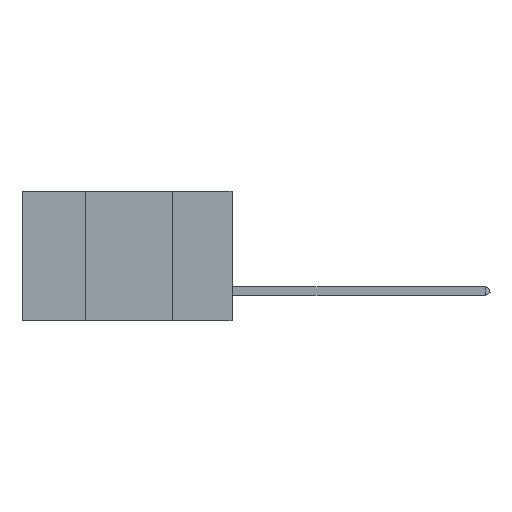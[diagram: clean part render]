
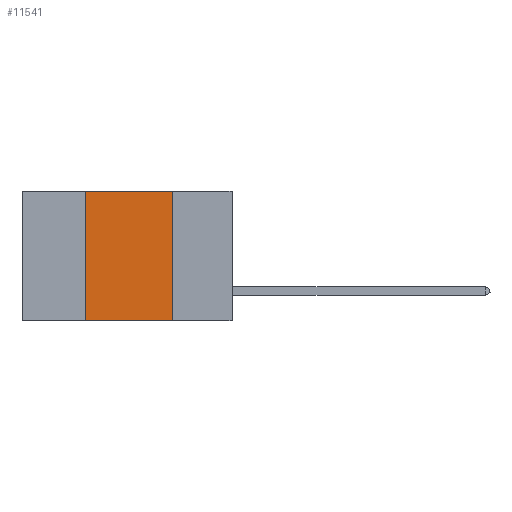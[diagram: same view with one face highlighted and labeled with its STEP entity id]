
A CAD part, left-side view. The second image highlights one B-rep face of the part: STEP entity #11541.
In plain terms, the highlighted planar face has unit normal (-1, 0, 0).
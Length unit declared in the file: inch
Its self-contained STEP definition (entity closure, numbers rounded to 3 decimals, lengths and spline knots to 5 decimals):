
#1070 = LINE ( 'NONE', #12386, #5291 ) ;
#1773 = VECTOR ( 'NONE', #13205, 39.37008 ) ;
#1860 = FACE_OUTER_BOUND ( 'NONE', #15933, .T. ) ;
#2049 = LINE ( 'NONE', #18362, #19904 ) ;
#2415 = AXIS2_PLACEMENT_3D ( 'NONE', #5837, #18297, #11308 ) ;
#3530 = CARTESIAN_POINT ( 'NONE',  ( 0., 0.17, -0.37 ) ) ;
#3822 = DIRECTION ( 'NONE',  ( 0., 0., 1. ) ) ;
#5040 = LINE ( 'NONE', #10839, #15863 ) ;
#5291 = VECTOR ( 'NONE', #21253, 39.37008 ) ;
#5837 = CARTESIAN_POINT ( 'NONE',  ( 0., 0.6, 0. ) ) ;
#6279 = DIRECTION ( 'NONE',  ( 0., 0., -1. ) ) ;
#6713 = EDGE_CURVE ( 'NONE', #11723, #15274, #1070, .T. ) ;
#7087 = ORIENTED_EDGE ( 'NONE', *, *, #9457, .F. ) ;
#7344 = CARTESIAN_POINT ( 'NONE',  ( 0., 0.17, 0. ) ) ;
#7763 = EDGE_CURVE ( 'NONE', #15274, #11509, #2049, .T. ) ;
#9041 = CARTESIAN_POINT ( 'NONE',  ( 0., 0.42, 0. ) ) ;
#9288 = LINE ( 'NONE', #22310, #1773 ) ;
#9457 = EDGE_CURVE ( 'NONE', #18850, #11723, #5040, .T. ) ;
#10839 = CARTESIAN_POINT ( 'NONE',  ( 0., 0.42, 0. ) ) ;
#11308 = DIRECTION ( 'NONE',  ( 0., 0., -1. ) ) ;
#11509 = VERTEX_POINT ( 'NONE', #3530 ) ;
#11541 = ADVANCED_FACE ( 'NONE', ( #1860 ), #13106, .F. ) ;
#11723 = VERTEX_POINT ( 'NONE', #9041 ) ;
#12386 = CARTESIAN_POINT ( 'NONE',  ( 0., 0.6, 0. ) ) ;
#12920 = ORIENTED_EDGE ( 'NONE', *, *, #6713, .F. ) ;
#13106 = PLANE ( 'NONE',  #2415 ) ;
#13205 = DIRECTION ( 'NONE',  ( 0., -1., 0. ) ) ;
#15054 = ORIENTED_EDGE ( 'NONE', *, *, #19932, .T. ) ;
#15274 = VERTEX_POINT ( 'NONE', #7344 ) ;
#15714 = ORIENTED_EDGE ( 'NONE', *, *, #7763, .F. ) ;
#15863 = VECTOR ( 'NONE', #3822, 39.37008 ) ;
#15933 = EDGE_LOOP ( 'NONE', ( #15714, #12920, #7087, #15054 ) ) ;
#18297 = DIRECTION ( 'NONE',  ( 1., 0., 0. ) ) ;
#18362 = CARTESIAN_POINT ( 'NONE',  ( 0., 0.17, 0. ) ) ;
#18850 = VERTEX_POINT ( 'NONE', #22072 ) ;
#19904 = VECTOR ( 'NONE', #6279, 39.37008 ) ;
#19932 = EDGE_CURVE ( 'NONE', #18850, #11509, #9288, .T. ) ;
#21253 = DIRECTION ( 'NONE',  ( 0., -1., 0. ) ) ;
#22072 = CARTESIAN_POINT ( 'NONE',  ( 0., 0.42, -0.37 ) ) ;
#22310 = CARTESIAN_POINT ( 'NONE',  ( 0., 0.6, -0.37 ) ) ;
